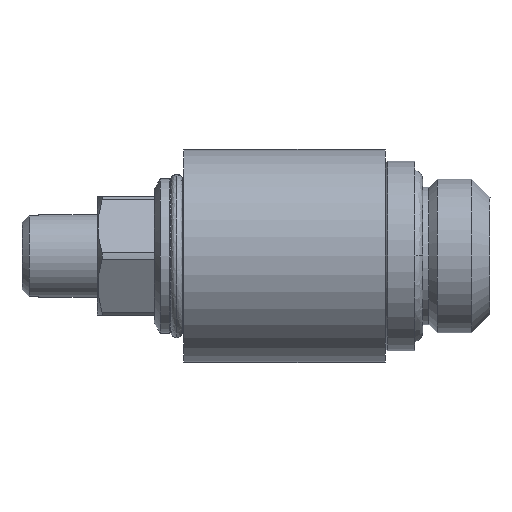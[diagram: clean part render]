
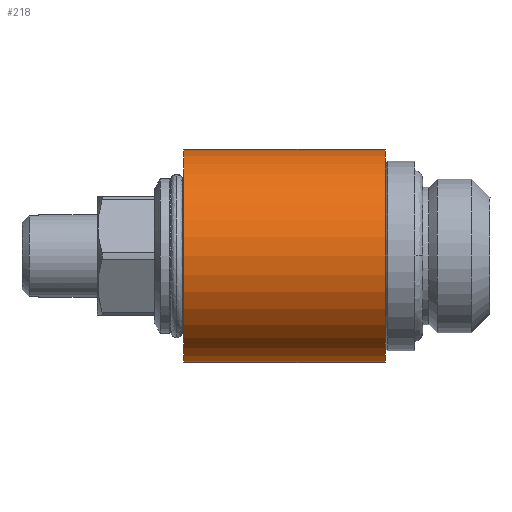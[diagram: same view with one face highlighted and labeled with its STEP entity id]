
A CAD part, left-side view. The second image highlights one B-rep face of the part: STEP entity #218.
In plain terms, the highlighted cylindrical face has radius 9 mm (diameter 18 mm), a full revolution.
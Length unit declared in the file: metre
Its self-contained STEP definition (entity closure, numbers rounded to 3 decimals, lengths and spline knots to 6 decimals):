
#218 = ADVANCED_FACE( 'NONE', ( #496, #497, #498 ), #499, .T. );
#496 = FACE_OUTER_BOUND( '', #908, .T. );
#497 = FACE_OUTER_BOUND( '', #909, .T. );
#498 = FACE_BOUND( '', #910, .T. );
#499 = CYLINDRICAL_SURFACE( '', #911, 0.009 );
#908 = EDGE_LOOP( '', ( #1761 ) );
#909 = EDGE_LOOP( '', ( #1762 ) );
#910 = EDGE_LOOP( '', ( #1763, #1764 ) );
#911 = AXIS2_PLACEMENT_3D( '', #1765, #1766, #1767 );
#1761 = ORIENTED_EDGE( '', *, *, #2445, .T. );
#1762 = ORIENTED_EDGE( '', *, *, #2446, .T. );
#1763 = ORIENTED_EDGE( '', *, *, #2447, .T. );
#1764 = ORIENTED_EDGE( '', *, *, #2448, .T. );
#1765 = CARTESIAN_POINT( '', ( 0., 0.032286, 0. ) );
#1766 = DIRECTION( '', ( 0., 1., 0. ) );
#1767 = DIRECTION( '', ( 0., 0., 1. ) );
#2445 = EDGE_CURVE( 'NONE', #2797, #2797, #2798, .T. );
#2446 = EDGE_CURVE( 'NONE', #2799, #2799, #2800, .T. );
#2447 = EDGE_CURVE( 'NONE', #2801, #2802, #2803, .T. );
#2448 = EDGE_CURVE( 'NONE', #2802, #2801, #2804, .T. );
#2797 = VERTEX_POINT( '', #3381 );
#2798 = CIRCLE( '', #3382, 0.009 );
#2799 = VERTEX_POINT( '', #3383 );
#2800 = CIRCLE( '', #3384, 0.009 );
#2801 = VERTEX_POINT( 'NONE', #3385 );
#2802 = VERTEX_POINT( 'NONE', #3386 );
#2803 = B_SPLINE_CURVE_WITH_KNOTS( '', 3, ( #3387, #3388, #3389, #3390, #3391, #3392, #3393, #3394, #3395, #3396, #3397, #3398, #3399, #3400, #3401, #3402, #3403, #3404, #3405, #3406, #3407, #3408, #3409, #3410, #3411, #3412 ), .UNSPECIFIED., .F., .F., ( 4, 1, 1, 1, 1, 1, 1, 1, 1, 1, 1, 1, 1, 1, 1, 1, 1, 1, 1, 1, 1, 1, 1, 4 ), ( 0., 0.016654, 0.032597, 0.047863, 0.062489, 0.093706, 0.124968, 0.186808, 0.249972, 0.311961, 0.374979, 0.438108, 0.499985, 0.563046, 0.624989, 0.686896, 0.749993, 0.811871, 0.875, 0.906497, 0.937494, 0.953422, 0.968754, 1. ), .UNSPECIFIED. );
#2804 = B_SPLINE_CURVE_WITH_KNOTS( '', 3, ( #3413, #3414, #3415, #3416, #3417, #3418, #3419, #3420, #3421, #3422, #3423, #3424, #3425, #3426, #3427, #3428, #3429, #3430, #3431, #3432, #3433, #3434, #3435, #3436, #3437, #3438 ), .UNSPECIFIED., .F., .F., ( 4, 1, 1, 1, 1, 1, 1, 1, 1, 1, 1, 1, 1, 1, 1, 1, 1, 1, 1, 1, 1, 1, 1, 4 ), ( 0., 0.016655, 0.032599, 0.047864, 0.062489, 0.093707, 0.124968, 0.186807, 0.249971, 0.311955, 0.374979, 0.438108, 0.499985, 0.563047, 0.624989, 0.686892, 0.749993, 0.81187, 0.875, 0.906499, 0.937494, 0.953423, 0.968754, 1. ), .UNSPECIFIED. );
#3381 = CARTESIAN_POINT( '', ( 0., 0.0092, 0.009 ) );
#3382 = AXIS2_PLACEMENT_3D( '', #4108, #4109, #4110 );
#3383 = CARTESIAN_POINT( '', ( 0., 0.0262, 0.009 ) );
#3384 = AXIS2_PLACEMENT_3D( '', #4111, #4112, #4113 );
#3385 = CARTESIAN_POINT( '', ( 0.007853, 0.016838, 0.004396 ) );
#3386 = CARTESIAN_POINT( '', ( 0.007856, 0.020573, -0.004392 ) );
#3387 = CARTESIAN_POINT( '', ( 0.007853, 0.016838, 0.004396 ) );
#3388 = CARTESIAN_POINT( '', ( 0.007837, 0.016918, 0.004425 ) );
#3389 = CARTESIAN_POINT( '', ( 0.007806, 0.017075, 0.00448 ) );
#3390 = CARTESIAN_POINT( '', ( 0.007765, 0.017309, 0.00455 ) );
#3391 = CARTESIAN_POINT( '', ( 0.00773, 0.017537, 0.004609 ) );
#3392 = CARTESIAN_POINT( '', ( 0.007692, 0.017845, 0.004672 ) );
#3393 = CARTESIAN_POINT( '', ( 0.00766, 0.018241, 0.004725 ) );
#3394 = CARTESIAN_POINT( '', ( 0.007644, 0.018886, 0.004751 ) );
#3395 = CARTESIAN_POINT( '', ( 0.007692, 0.019698, 0.004673 ) );
#3396 = CARTESIAN_POINT( '', ( 0.007852, 0.020622, 0.004404 ) );
#3397 = CARTESIAN_POINT( '', ( 0.00808, 0.021476, 0.003977 ) );
#3398 = CARTESIAN_POINT( '', ( 0.008343, 0.022224, 0.0034 ) );
#3399 = CARTESIAN_POINT( '', ( 0.0086, 0.022854, 0.002694 ) );
#3400 = CARTESIAN_POINT( '', ( 0.00882, 0.023332, 0.001865 ) );
#3401 = CARTESIAN_POINT( '', ( 0.008967, 0.023636, 0.000948 ) );
#3402 = CARTESIAN_POINT( '', ( 0.009018, 0.023734, -0.000024 ) );
#3403 = CARTESIAN_POINT( '', ( 0.008962, 0.023626, -0.000995 ) );
#3404 = CARTESIAN_POINT( '', ( 0.00881, 0.023312, -0.001908 ) );
#3405 = CARTESIAN_POINT( '', ( 0.008588, 0.022826, -0.002732 ) );
#3406 = CARTESIAN_POINT( '', ( 0.008373, 0.022296, -0.003315 ) );
#3407 = CARTESIAN_POINT( '', ( 0.008199, 0.021813, -0.003717 ) );
#3408 = CARTESIAN_POINT( '', ( 0.008094, 0.021488, -0.003938 ) );
#3409 = CARTESIAN_POINT( '', ( 0.008014, 0.021218, -0.004096 ) );
#3410 = CARTESIAN_POINT( '', ( 0.007938, 0.020939, -0.004242 ) );
#3411 = CARTESIAN_POINT( '', ( 0.007889, 0.02072, -0.004332 ) );
#3412 = CARTESIAN_POINT( '', ( 0.007856, 0.020573, -0.004392 ) );
#3413 = CARTESIAN_POINT( '', ( 0.007856, 0.020573, -0.004392 ) );
#3414 = CARTESIAN_POINT( '', ( 0.00784, 0.020493, -0.004421 ) );
#3415 = CARTESIAN_POINT( '', ( 0.007808, 0.020336, -0.004477 ) );
#3416 = CARTESIAN_POINT( '', ( 0.007767, 0.020102, -0.004547 ) );
#3417 = CARTESIAN_POINT( '', ( 0.007732, 0.019874, -0.004606 ) );
#3418 = CARTESIAN_POINT( '', ( 0.007693, 0.019565, -0.00467 ) );
#3419 = CARTESIAN_POINT( '', ( 0.007661, 0.019169, -0.004724 ) );
#3420 = CARTESIAN_POINT( '', ( 0.007644, 0.018523, -0.004751 ) );
#3421 = CARTESIAN_POINT( '', ( 0.007691, 0.01771, -0.004675 ) );
#3422 = CARTESIAN_POINT( '', ( 0.007851, 0.016784, -0.004406 ) );
#3423 = CARTESIAN_POINT( '', ( 0.008079, 0.015928, -0.00398 ) );
#3424 = CARTESIAN_POINT( '', ( 0.008342, 0.015178, -0.003403 ) );
#3425 = CARTESIAN_POINT( '', ( 0.0086, 0.014547, -0.002695 ) );
#3426 = CARTESIAN_POINT( '', ( 0.00882, 0.014068, -0.001865 ) );
#3427 = CARTESIAN_POINT( '', ( 0.008967, 0.013764, -0.000946 ) );
#3428 = CARTESIAN_POINT( '', ( 0.009018, 0.013666, 0.000027 ) );
#3429 = CARTESIAN_POINT( '', ( 0.008961, 0.013775, 0.001 ) );
#3430 = CARTESIAN_POINT( '', ( 0.008809, 0.014091, 0.001914 ) );
#3431 = CARTESIAN_POINT( '', ( 0.008586, 0.014578, 0.002738 ) );
#3432 = CARTESIAN_POINT( '', ( 0.00837, 0.01511, 0.003321 ) );
#3433 = CARTESIAN_POINT( '', ( 0.008196, 0.015594, 0.003722 ) );
#3434 = CARTESIAN_POINT( '', ( 0.008091, 0.015921, 0.003944 ) );
#3435 = CARTESIAN_POINT( '', ( 0.008012, 0.016192, 0.004101 ) );
#3436 = CARTESIAN_POINT( '', ( 0.007936, 0.016472, 0.004247 ) );
#3437 = CARTESIAN_POINT( '', ( 0.007886, 0.016691, 0.004336 ) );
#3438 = CARTESIAN_POINT( '', ( 0.007853, 0.016838, 0.004396 ) );
#4108 = CARTESIAN_POINT( '', ( 0., 0.0092, 0. ) );
#4109 = DIRECTION( '', ( 0., 1., 0. ) );
#4110 = DIRECTION( '', ( 0., 0., 1. ) );
#4111 = CARTESIAN_POINT( '', ( 0., 0.0262, 0. ) );
#4112 = DIRECTION( '', ( 0., -1., 0. ) );
#4113 = DIRECTION( '', ( 0., 0., 1. ) );
